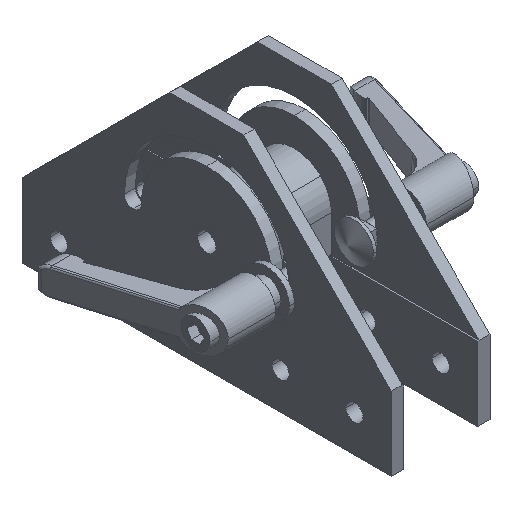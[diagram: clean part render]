
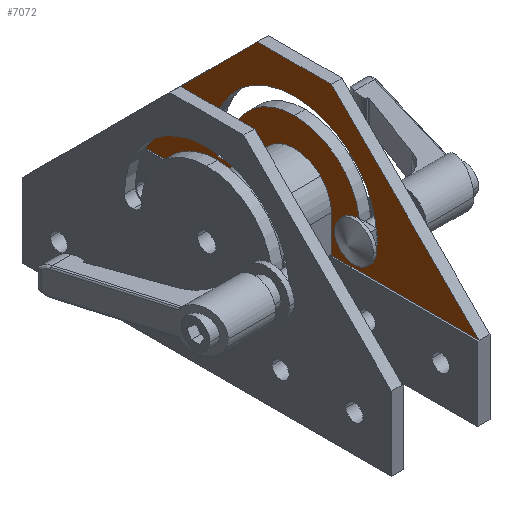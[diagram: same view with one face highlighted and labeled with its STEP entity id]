
A CAD part, isometric view. The second image highlights one B-rep face of the part: STEP entity #7072.
In plain terms, the highlighted planar face has unit normal (-1, 0, 0).
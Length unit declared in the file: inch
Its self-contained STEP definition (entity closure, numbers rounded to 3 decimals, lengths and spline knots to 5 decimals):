
#6428=CARTESIAN_POINT('',(0.75,-0.25,0.75));
#6429=VERTEX_POINT('',#6428);
#6438=CARTESIAN_POINT('',(0.75,0.25,0.75));
#6439=VERTEX_POINT('',#6438);
#6440=CARTESIAN_POINT('',(0.75,0.,0.75));
#6441=DIRECTION('',(1.0,0.0,0.0));
#6442=DIRECTION('',(0.0,-1.0,0.0));
#6443=AXIS2_PLACEMENT_3D('',#6440,#6441,#6442);
#6444=CIRCLE('',#6443,0.25);
#6445=EDGE_CURVE('',#6439,#6429,#6444,.T.);
#6470=CARTESIAN_POINT('',(0.75,-1.5,0.579));
#6471=VERTEX_POINT('',#6470);
#6480=CARTESIAN_POINT('',(0.75,-1.671,0.75));
#6481=VERTEX_POINT('',#6480);
#6482=CARTESIAN_POINT('',(0.75,-1.5,0.75));
#6483=DIRECTION('',(1.0,0.0,0.0));
#6484=DIRECTION('',(0.0,0.0,-1.0));
#6485=AXIS2_PLACEMENT_3D('',#6482,#6483,#6484);
#6486=CIRCLE('',#6485,0.171);
#6487=EDGE_CURVE('',#6481,#6471,#6486,.T.);
#6512=CARTESIAN_POINT('',(0.75,0.,2.421));
#6513=VERTEX_POINT('',#6512);
#6522=CARTESIAN_POINT('',(0.75,1.671,0.75));
#6523=VERTEX_POINT('',#6522);
#6524=CARTESIAN_POINT('',(0.75,0.,0.75));
#6525=DIRECTION('',(1.0,0.0,0.0));
#6526=DIRECTION('',(0.0,0.0,1.0));
#6527=AXIS2_PLACEMENT_3D('',#6524,#6525,#6526);
#6528=CIRCLE('',#6527,1.671);
#6529=EDGE_CURVE('',#6523,#6513,#6528,.T.);
#6554=CARTESIAN_POINT('',(0.75,1.5,0.579));
#6555=VERTEX_POINT('',#6554);
#6564=CARTESIAN_POINT('',(0.75,1.329,0.75));
#6565=VERTEX_POINT('',#6564);
#6566=CARTESIAN_POINT('',(0.75,1.5,0.75));
#6567=DIRECTION('',(1.0,0.0,0.0));
#6568=DIRECTION('',(0.0,0.0,-1.0));
#6569=AXIS2_PLACEMENT_3D('',#6566,#6567,#6568);
#6570=CIRCLE('',#6569,0.171);
#6571=EDGE_CURVE('',#6565,#6555,#6570,.T.);
#6596=CARTESIAN_POINT('',(0.75,0.,2.079));
#6597=VERTEX_POINT('',#6596);
#6606=CARTESIAN_POINT('',(0.75,-1.329,0.75));
#6607=VERTEX_POINT('',#6606);
#6608=CARTESIAN_POINT('',(0.75,0.,0.75));
#6609=DIRECTION('',(-1.0,0.0,0.0));
#6610=DIRECTION('',(0.0,0.0,1.0));
#6611=AXIS2_PLACEMENT_3D('',#6608,#6609,#6610);
#6612=CIRCLE('',#6611,1.329);
#6613=EDGE_CURVE('',#6607,#6597,#6612,.T.);
#6647=CARTESIAN_POINT('',(0.75,0.,0.75));
#6648=DIRECTION('',(-1.0,0.0,0.0));
#6649=DIRECTION('',(0.0,0.0,1.0));
#6650=AXIS2_PLACEMENT_3D('',#6647,#6648,#6649);
#6651=CIRCLE('',#6650,1.329);
#6652=EDGE_CURVE('',#6597,#6565,#6651,.T.);
#6671=CARTESIAN_POINT('',(0.75,1.5,0.75));
#6672=DIRECTION('',(1.0,0.0,0.0));
#6673=DIRECTION('',(0.0,0.0,-1.0));
#6674=AXIS2_PLACEMENT_3D('',#6671,#6672,#6673);
#6675=CIRCLE('',#6674,0.171);
#6676=EDGE_CURVE('',#6555,#6523,#6675,.T.);
#6695=CARTESIAN_POINT('',(0.75,0.,0.75));
#6696=DIRECTION('',(1.0,0.0,0.0));
#6697=DIRECTION('',(0.0,0.0,1.0));
#6698=AXIS2_PLACEMENT_3D('',#6695,#6696,#6697);
#6699=CIRCLE('',#6698,1.671);
#6700=EDGE_CURVE('',#6513,#6481,#6699,.T.);
#6719=CARTESIAN_POINT('',(0.75,-1.5,0.75));
#6720=DIRECTION('',(1.0,0.0,0.0));
#6721=DIRECTION('',(0.0,0.0,-1.0));
#6722=AXIS2_PLACEMENT_3D('',#6719,#6720,#6721);
#6723=CIRCLE('',#6722,0.171);
#6724=EDGE_CURVE('',#6471,#6607,#6723,.T.);
#6743=CARTESIAN_POINT('',(0.75,0.,0.75));
#6744=DIRECTION('',(1.0,0.0,0.0));
#6745=DIRECTION('',(0.0,-1.0,0.0));
#6746=AXIS2_PLACEMENT_3D('',#6743,#6744,#6745);
#6747=CIRCLE('',#6746,0.25);
#6748=EDGE_CURVE('',#6429,#6439,#6747,.T.);
#6888=CARTESIAN_POINT('',(0.75,-0.75,3.));
#6889=VERTEX_POINT('',#6888);
#6896=CARTESIAN_POINT('',(0.75,-3.75,0.));
#6897=VERTEX_POINT('',#6896);
#6898=CARTESIAN_POINT('',(0.75,-0.75,3.));
#6899=DIRECTION('',(0.,-0.707,-0.707));
#6900=VECTOR('',#6899,4.24264);
#6901=LINE('',#6898,#6900);
#6902=EDGE_CURVE('',#6889,#6897,#6901,.T.);
#6927=CARTESIAN_POINT('',(0.75,0.75,3.));
#6928=VERTEX_POINT('',#6927);
#6935=CARTESIAN_POINT('',(0.75,-0.75,3.));
#6936=DIRECTION('',(0.0,1.0,0.0));
#6937=VECTOR('',#6936,1.5);
#6938=LINE('',#6935,#6937);
#6939=EDGE_CURVE('',#6889,#6928,#6938,.T.);
#7024=CARTESIAN_POINT('',(0.75,3.75,0.));
#7025=VERTEX_POINT('',#7024);
#7032=CARTESIAN_POINT('',(0.75,3.75,0.));
#7033=DIRECTION('',(0.,-0.707,0.707));
#7034=VECTOR('',#7033,4.24264);
#7035=LINE('',#7032,#7034);
#7036=EDGE_CURVE('',#7025,#6928,#7035,.T.);
#7042=CARTESIAN_POINT('',(0.75,-3.75,3.));
#7043=DIRECTION('',(-1.0,0.0,0.0));
#7044=DIRECTION('',(0.0,-1.0,0.0));
#7045=AXIS2_PLACEMENT_3D('',#7042,#7043,#7044);
#7046=PLANE('',#7045);
#7047=ORIENTED_EDGE('',*,*,#6902,.F.);
#7048=ORIENTED_EDGE('',*,*,#6939,.T.);
#7049=ORIENTED_EDGE('',*,*,#7036,.F.);
#7050=CARTESIAN_POINT('',(0.75,-3.75,0.));
#7051=DIRECTION('',(0.0,1.0,0.0));
#7052=VECTOR('',#7051,7.5);
#7053=LINE('',#7050,#7052);
#7054=EDGE_CURVE('',#6897,#7025,#7053,.T.);
#7055=ORIENTED_EDGE('',*,*,#7054,.F.);
#7056=EDGE_LOOP('',(#7047,#7048,#7049,#7055));
#7057=FACE_OUTER_BOUND('',#7056,.T.);
#7058=ORIENTED_EDGE('',*,*,#6613,.T.);
#7059=ORIENTED_EDGE('',*,*,#6652,.T.);
#7060=ORIENTED_EDGE('',*,*,#6571,.T.);
#7061=ORIENTED_EDGE('',*,*,#6676,.T.);
#7062=ORIENTED_EDGE('',*,*,#6529,.T.);
#7063=ORIENTED_EDGE('',*,*,#6700,.T.);
#7064=ORIENTED_EDGE('',*,*,#6487,.T.);
#7065=ORIENTED_EDGE('',*,*,#6724,.T.);
#7066=EDGE_LOOP('',(#7058,#7059,#7060,#7061,#7062,#7063,#7064,#7065));
#7067=FACE_BOUND('',#7066,.T.);
#7068=ORIENTED_EDGE('',*,*,#6748,.T.);
#7069=ORIENTED_EDGE('',*,*,#6445,.T.);
#7070=EDGE_LOOP('',(#7068,#7069));
#7071=FACE_BOUND('',#7070,.T.);
#7072=ADVANCED_FACE('',(#7057,#7067,#7071),#7046,.T.);
